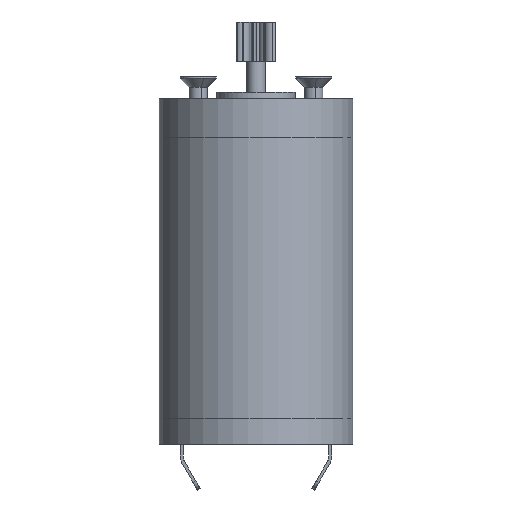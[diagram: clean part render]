
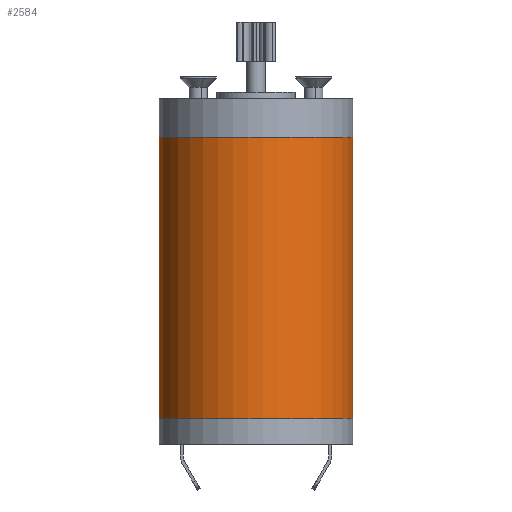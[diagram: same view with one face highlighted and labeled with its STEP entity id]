
A CAD part, front view. The second image highlights one B-rep face of the part: STEP entity #2584.
In plain terms, the highlighted free-form (B-spline) face has degree [2, 1] with [5, 2] control points.
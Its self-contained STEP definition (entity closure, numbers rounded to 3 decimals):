
#2316 = VERTEX_POINT('',#2317);
#2317 = CARTESIAN_POINT('',(27.148,13.869,
    -103.742));
#2323 = VERTEX_POINT('',#2324);
#2324 = CARTESIAN_POINT('',(71.391,13.869,
    -103.742));
#2352 = EDGE_CURVE('',#2316,#2353,#2355,.T.);
#2353 = VERTEX_POINT('',#2354);
#2354 = CARTESIAN_POINT('',(27.148,13.869,
    -39.527));
#2355 = B_SPLINE_CURVE_WITH_KNOTS('',1,(#2356,#2357),.UNSPECIFIED.,.F.,
  .F.,(2,2),(4.2,50.5),.PIECEWISE_BEZIER_KNOTS.);
#2356 = CARTESIAN_POINT('',(27.148,13.869,
    -103.742));
#2357 = CARTESIAN_POINT('',(27.148,13.869,
    -39.527));
#2360 = VERTEX_POINT('',#2361);
#2361 = CARTESIAN_POINT('',(71.391,13.869,
    -39.527));
#2369 = EDGE_CURVE('',#2323,#2360,#2370,.T.);
#2370 = B_SPLINE_CURVE_WITH_KNOTS('',1,(#2371,#2372),.UNSPECIFIED.,.F.,
  .F.,(2,2),(4.2,50.5),.PIECEWISE_BEZIER_KNOTS.);
#2371 = CARTESIAN_POINT('',(71.391,13.869,
    -103.742));
#2372 = CARTESIAN_POINT('',(71.391,13.869,
    -39.527));
#2564 = EDGE_CURVE('',#2360,#2353,#2565,.T.);
#2565 = ( BOUNDED_CURVE() B_SPLINE_CURVE(2,(#2566,#2567,#2568,#2569,
#2570),.UNSPECIFIED.,.F.,.F.) B_SPLINE_CURVE_WITH_KNOTS((3,2,3),(
    3.142,4.712,6.283),
.PIECEWISE_BEZIER_KNOTS.) CURVE() GEOMETRIC_REPRESENTATION_ITEM() 
RATIONAL_B_SPLINE_CURVE((1.,0.707,1.,0.707,1.)) 
REPRESENTATION_ITEM('') );
#2566 = CARTESIAN_POINT('',(71.391,13.869,
    -39.527));
#2567 = CARTESIAN_POINT('',(71.391,-8.252,
    -39.527));
#2568 = CARTESIAN_POINT('',(49.27,-8.252,
    -39.527));
#2569 = CARTESIAN_POINT('',(27.148,-8.252,
    -39.527));
#2570 = CARTESIAN_POINT('',(27.148,13.869,
    -39.527));
#2584 = ADVANCED_FACE('',(#2585),#2598,.T.);
#2585 = FACE_BOUND('',#2586,.T.);
#2586 = EDGE_LOOP('',(#2587,#2588,#2596,#2597));
#2587 = ORIENTED_EDGE('',*,*,#2352,.F.);
#2588 = ORIENTED_EDGE('',*,*,#2589,.F.);
#2589 = EDGE_CURVE('',#2323,#2316,#2590,.T.);
#2590 = ( BOUNDED_CURVE() B_SPLINE_CURVE(2,(#2591,#2592,#2593,#2594,
#2595),.UNSPECIFIED.,.F.,.F.) B_SPLINE_CURVE_WITH_KNOTS((3,2,3),(
    3.142,4.712,6.283),
.PIECEWISE_BEZIER_KNOTS.) CURVE() GEOMETRIC_REPRESENTATION_ITEM() 
RATIONAL_B_SPLINE_CURVE((1.,0.707,1.,0.707,1.)) 
REPRESENTATION_ITEM('') );
#2591 = CARTESIAN_POINT('',(71.391,13.869,
    -103.742));
#2592 = CARTESIAN_POINT('',(71.391,-8.252,
    -103.742));
#2593 = CARTESIAN_POINT('',(49.27,-8.252,
    -103.742));
#2594 = CARTESIAN_POINT('',(27.148,-8.252,
    -103.742));
#2595 = CARTESIAN_POINT('',(27.148,13.869,
    -103.742));
#2596 = ORIENTED_EDGE('',*,*,#2369,.T.);
#2597 = ORIENTED_EDGE('',*,*,#2564,.T.);
#2598 = ( BOUNDED_SURFACE() B_SPLINE_SURFACE(2,1,(
    (#2599,#2600)
    ,(#2601,#2602)
    ,(#2603,#2604)
    ,(#2605,#2606)
    ,(#2607,#2608
)),.UNSPECIFIED.,.F.,.F.,.F.) B_SPLINE_SURFACE_WITH_KNOTS((3,2,3),(2,2),
  (3.142,4.712,6.283),(4.2,50.5),
.PIECEWISE_BEZIER_KNOTS.) GEOMETRIC_REPRESENTATION_ITEM() 
RATIONAL_B_SPLINE_SURFACE((
    (1.,1.)
    ,(0.707,0.707)
    ,(1.,1.)
    ,(0.707,0.707)
,(1.,1.))) REPRESENTATION_ITEM('') SURFACE() );
#2599 = CARTESIAN_POINT('',(27.148,13.869,
    -103.742));
#2600 = CARTESIAN_POINT('',(27.148,13.869,
    -39.527));
#2601 = CARTESIAN_POINT('',(27.148,-8.252,
    -103.742));
#2602 = CARTESIAN_POINT('',(27.148,-8.252,
    -39.527));
#2603 = CARTESIAN_POINT('',(49.27,-8.252,
    -103.742));
#2604 = CARTESIAN_POINT('',(49.27,-8.252,
    -39.527));
#2605 = CARTESIAN_POINT('',(71.391,-8.252,
    -103.742));
#2606 = CARTESIAN_POINT('',(71.391,-8.252,
    -39.527));
#2607 = CARTESIAN_POINT('',(71.391,13.869,
    -103.742));
#2608 = CARTESIAN_POINT('',(71.391,13.869,
    -39.527));
